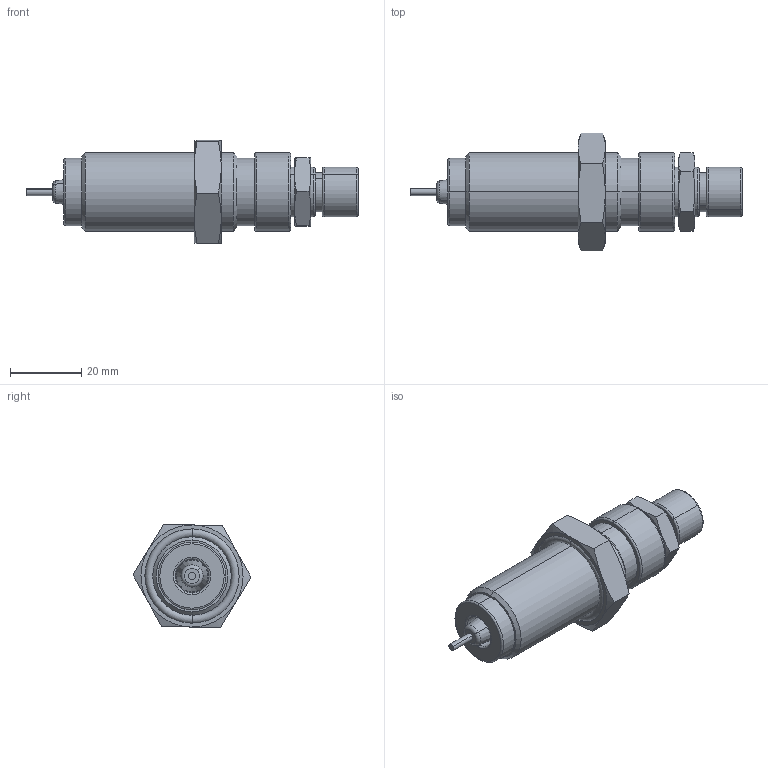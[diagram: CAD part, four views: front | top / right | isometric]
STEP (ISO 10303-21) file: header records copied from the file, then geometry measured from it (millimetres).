
FILE_DESCRIPTION (( 'STEP AP214' ), '1' );
FILE_NAME ('OS-2325 - POS-270 .STEP', '2019-08-16T13:02:17', ( '' ), ( '' ), 'SwSTEP 2.0', 'SolidWorks 2019', '' );
FILE_SCHEMA (( 'AUTOMOTIVE_DESIGN' ));
Length unit declared in the file: millimetre
Products named in the file (11): OS-2325 - POS-271; OS-2325 - POS-273; OS-2325 - POS-275; OS-2325 - POS-274; OS-2325 - POS-272; OS-2325 - POS-270 
Assembly tree (5 placements, depth 2):
  OS-2325 - POS-274
  OS-2325 - POS-271
  OS-2325 - POS-272
  OS-2325 - POS-270 
    OS-2325 - POS-273
    OS-2325 - POS-272
    OS-2325 - POS-274
    OS-2325 - POS-275
    OS-2325 - POS-271
  OS-2325 - POS-275
Bounding box: 93 x 33.02 x 28.9 mm (x, y, z)
Volume: 29451.2 mm3; surface area: 14109.4 mm2
Topology: 5 solids, 5 shells, 117 faces, 240 edges, 138 vertices
Faces by surface type: cone 40, cylinder 28, plane 27, torus 22
Entity records: 3754 total; most frequent: CARTESIAN_POINT 744, DIRECTION 580, ORIENTED_EDGE 480, AXIS2_PLACEMENT_3D 262, EDGE_CURVE 240, VERTEX_POINT 138, CIRCLE 136, EDGE_LOOP 130
